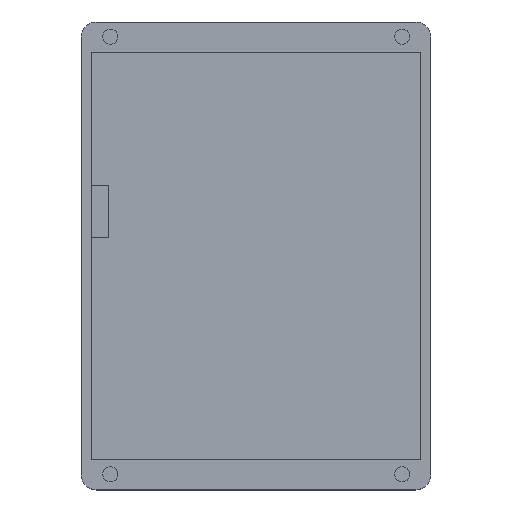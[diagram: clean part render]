
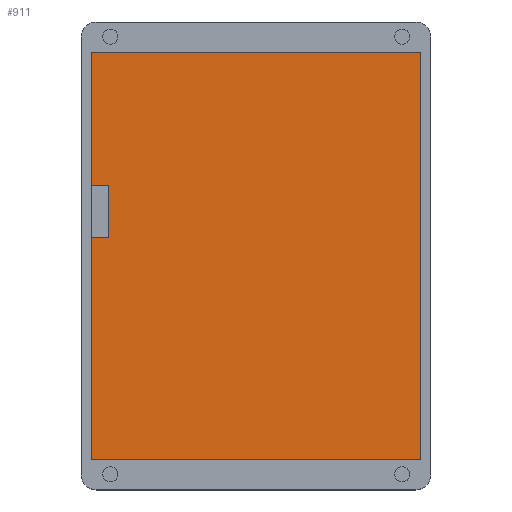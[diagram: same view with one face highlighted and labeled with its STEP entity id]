
A CAD part, top view. The second image highlights one B-rep face of the part: STEP entity #911.
In plain terms, the highlighted planar face has unit normal (0, 0, 1).
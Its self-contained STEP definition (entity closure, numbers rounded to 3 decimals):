
#51=PLANE('',#992);
#97=FACE_OUTER_BOUND('',#152,.T.);
#152=EDGE_LOOP('',(#721,#722,#723,#724,#725,#726,#727,#728));
#219=LINE('',#1421,#305);
#223=LINE('',#1429,#309);
#230=LINE('',#1442,#316);
#232=LINE('',#1446,#318);
#233=LINE('',#1448,#319);
#234=LINE('',#1450,#320);
#235=LINE('',#1452,#321);
#236=LINE('',#1453,#322);
#305=VECTOR('',#1162,10.);
#309=VECTOR('',#1168,10.);
#316=VECTOR('',#1181,10.);
#318=VECTOR('',#1185,10.);
#319=VECTOR('',#1186,10.);
#320=VECTOR('',#1187,10.);
#321=VECTOR('',#1188,10.);
#322=VECTOR('',#1189,10.);
#435=VERTEX_POINT('',#1419);
#436=VERTEX_POINT('',#1420);
#439=VERTEX_POINT('',#1428);
#442=VERTEX_POINT('',#1441);
#443=VERTEX_POINT('',#1445);
#444=VERTEX_POINT('',#1447);
#445=VERTEX_POINT('',#1449);
#446=VERTEX_POINT('',#1451);
#535=EDGE_CURVE('',#435,#436,#219,.T.);
#539=EDGE_CURVE('',#436,#439,#223,.T.);
#546=EDGE_CURVE('',#442,#435,#230,.T.);
#548=EDGE_CURVE('',#439,#443,#232,.T.);
#549=EDGE_CURVE('',#443,#444,#233,.T.);
#550=EDGE_CURVE('',#444,#445,#234,.T.);
#551=EDGE_CURVE('',#445,#446,#235,.T.);
#552=EDGE_CURVE('',#446,#442,#236,.T.);
#721=ORIENTED_EDGE('',*,*,#546,.T.);
#722=ORIENTED_EDGE('',*,*,#535,.T.);
#723=ORIENTED_EDGE('',*,*,#539,.T.);
#724=ORIENTED_EDGE('',*,*,#548,.T.);
#725=ORIENTED_EDGE('',*,*,#549,.T.);
#726=ORIENTED_EDGE('',*,*,#550,.T.);
#727=ORIENTED_EDGE('',*,*,#551,.T.);
#728=ORIENTED_EDGE('',*,*,#552,.T.);
#911=ADVANCED_FACE('',(#97),#51,.T.);
#992=AXIS2_PLACEMENT_3D('',#1444,#1183,#1184);
#1162=DIRECTION('',(0.,-1.,0.));
#1168=DIRECTION('',(-1.,0.,0.));
#1181=DIRECTION('',(1.,0.,0.));
#1183=DIRECTION('center_axis',(0.,0.,1.));
#1184=DIRECTION('ref_axis',(1.,0.,0.));
#1185=DIRECTION('',(0.,-1.,0.));
#1186=DIRECTION('',(1.,0.,0.));
#1187=DIRECTION('',(0.,1.,0.));
#1188=DIRECTION('',(-1.,0.,0.));
#1189=DIRECTION('',(0.,-1.,0.));
#1419=CARTESIAN_POINT('',(-10.31,57.5,5.));
#1420=CARTESIAN_POINT('',(-10.31,47.105,5.));
#1421=CARTESIAN_POINT('',(-10.31,47.851,5.));
#1428=CARTESIAN_POINT('',(-13.81,47.105,5.));
#1429=CARTESIAN_POINT('',(0.065,47.105,5.));
#1441=CARTESIAN_POINT('',(-13.81,57.5,5.));
#1442=CARTESIAN_POINT('',(0.065,57.5,5.));
#1444=CARTESIAN_POINT('Origin',(18.94,43.4,5.));
#1445=CARTESIAN_POINT('',(-13.81,2.9,5.));
#1446=CARTESIAN_POINT('',(-13.81,23.15,5.));
#1447=CARTESIAN_POINT('',(51.69,2.9,5.));
#1448=CARTESIAN_POINT('',(35.315,2.9,5.));
#1449=CARTESIAN_POINT('',(51.69,83.9,5.));
#1450=CARTESIAN_POINT('',(51.69,63.65,5.));
#1451=CARTESIAN_POINT('',(-13.81,83.9,5.));
#1452=CARTESIAN_POINT('',(2.565,83.9,5.));
#1453=CARTESIAN_POINT('',(-13.81,23.15,5.));
